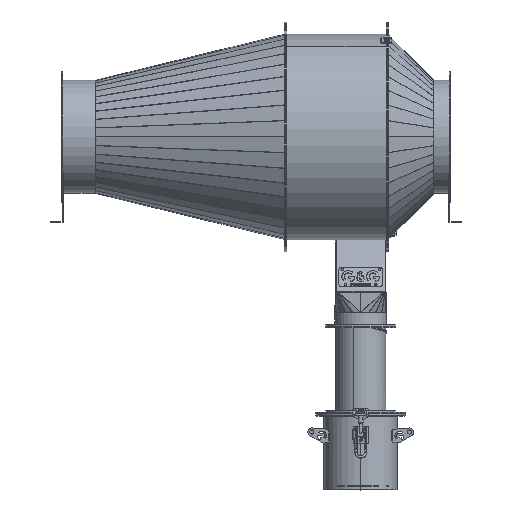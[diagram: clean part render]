
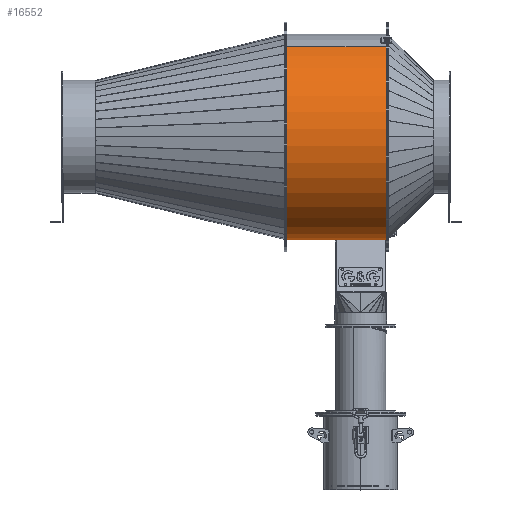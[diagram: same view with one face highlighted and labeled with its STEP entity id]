
A CAD part, top view. The second image highlights one B-rep face of the part: STEP entity #16552.
In plain terms, the highlighted cylindrical face has radius 304 mm (diameter 608 mm), a partial arc.
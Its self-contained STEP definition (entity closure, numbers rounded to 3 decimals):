
#1093 = EDGE_CURVE ( 'NONE', #13213, #27635, #15126, .T. ) ;
#1428 = ORIENTED_EDGE ( 'NONE', *, *, #1093, .T. ) ;
#2468 = CARTESIAN_POINT ( 'NONE',  ( 0., 301.5, 0. ) ) ;
#2756 = VECTOR ( 'NONE', #18479, 1000. ) ;
#3922 = AXIS2_PLACEMENT_3D ( 'NONE', #23598, #7855, #27120 ) ;
#4082 = CARTESIAN_POINT ( 'NONE',  ( 0., 0., 0. ) ) ;
#4842 = CYLINDRICAL_SURFACE ( 'NONE', #3922, 304. ) ;
#5707 = VECTOR ( 'NONE', #8687, 1000. ) ;
#7855 = DIRECTION ( 'NONE',  ( 0., -1., 0. ) ) ;
#8687 = DIRECTION ( 'NONE',  ( 0., 1., 0. ) ) ;
#8825 = DIRECTION ( 'NONE',  ( 1., 0., 0. ) ) ;
#10993 = CARTESIAN_POINT ( 'NONE',  ( -148.244, 0., -265.405 ) ) ;
#13213 = VERTEX_POINT ( 'NONE', #10993 ) ;
#14465 = VERTEX_POINT ( 'NONE', #22000 ) ;
#15126 = CIRCLE ( 'NONE', #19242, 304. ) ;
#16552 = ADVANCED_FACE ( 'NONE', ( #39344 ), #4842, .T. ) ;
#17484 = CARTESIAN_POINT ( 'NONE',  ( -0.251, 301.5, 304. ) ) ;
#18479 = DIRECTION ( 'NONE',  ( 0., -1., 0. ) ) ;
#19242 = AXIS2_PLACEMENT_3D ( 'NONE', #4082, #31349, #8825 ) ;
#21973 = DIRECTION ( 'NONE',  ( 0., 1., 0. ) ) ;
#22000 = CARTESIAN_POINT ( 'NONE',  ( -148.244, 301.5, -265.405 ) ) ;
#22726 = EDGE_CURVE ( 'NONE', #14465, #37906, #43250, .T. ) ;
#23598 = CARTESIAN_POINT ( 'NONE',  ( 0., 301.5, 0. ) ) ;
#23610 = EDGE_LOOP ( 'NONE', ( #37782, #1428, #28482, #26263 ) ) ;
#24161 = LINE ( 'NONE', #36175, #5707 ) ;
#26263 = ORIENTED_EDGE ( 'NONE', *, *, #22726, .F. ) ;
#27120 = DIRECTION ( 'NONE',  ( 0., 0., -1. ) ) ;
#27635 = VERTEX_POINT ( 'NONE', #45958 ) ;
#28482 = ORIENTED_EDGE ( 'NONE', *, *, #28645, .F. ) ;
#28645 = EDGE_CURVE ( 'NONE', #37906, #27635, #40504, .T. ) ;
#29497 = DIRECTION ( 'NONE',  ( 1., 0., 0. ) ) ;
#31349 = DIRECTION ( 'NONE',  ( 0., 1., 0. ) ) ;
#34460 = AXIS2_PLACEMENT_3D ( 'NONE', #2468, #21973, #29497 ) ;
#36175 = CARTESIAN_POINT ( 'NONE',  ( -148.244, 301.5, -265.405 ) ) ;
#37782 = ORIENTED_EDGE ( 'NONE', *, *, #39170, .F. ) ;
#37906 = VERTEX_POINT ( 'NONE', #39173 ) ;
#39170 = EDGE_CURVE ( 'NONE', #13213, #14465, #24161, .T. ) ;
#39173 = CARTESIAN_POINT ( 'NONE',  ( -0.251, 301.5, 304. ) ) ;
#39344 = FACE_OUTER_BOUND ( 'NONE', #23610, .T. ) ;
#40504 = LINE ( 'NONE', #17484, #2756 ) ;
#43250 = CIRCLE ( 'NONE', #34460, 304. ) ;
#45958 = CARTESIAN_POINT ( 'NONE',  ( -0.251, 0., 304. ) ) ;
